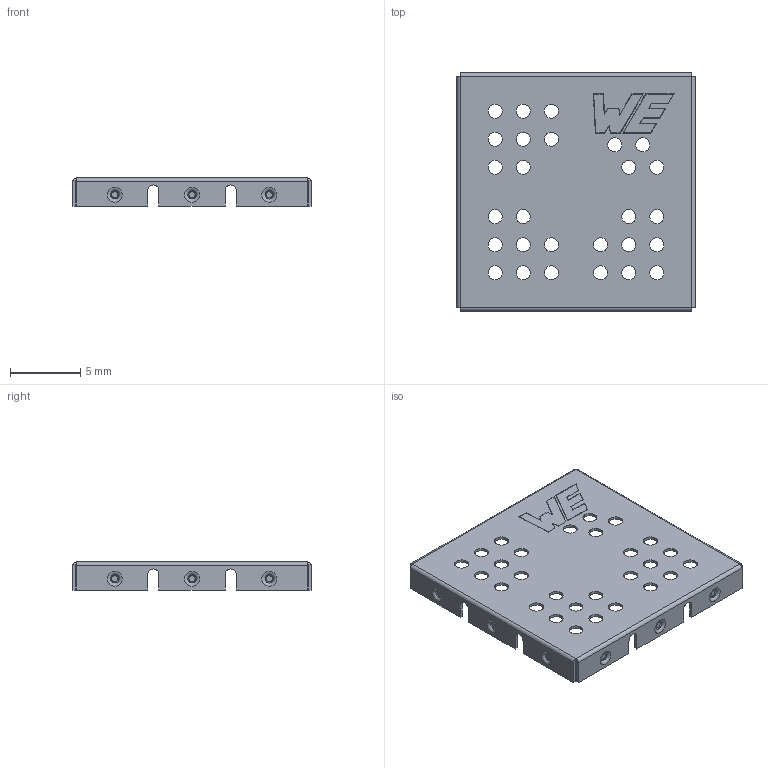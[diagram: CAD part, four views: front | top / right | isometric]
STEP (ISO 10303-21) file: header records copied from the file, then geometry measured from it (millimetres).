
FILE_DESCRIPTION(/* description */ ('Unknown'),/* implementation_level */ '2;1');
FILE_NAME(/* name */ '36003160S',/* time_stamp */ '2017-06-20T17:18:30+08:00',/* author */ ('Unknown'),/* organization */ ('Unknown'),/* preprocessor_version */ 'ST-DEVELOPER v16.7',/* originating_system */ 'DEX',/* authorisation */ $);
FILE_SCHEMA (('AUTOMOTIVE_DESIGN {1 0 10303 214 3 1 1}'));
Length unit declared in the file: millimetre
Products named in the file (1): 36003160S
Bounding box: 16.96 x 16.96 x 2 mm (x, y, z)
Volume: 74.7 mm3; surface area: 788.9 mm2
Topology: 1 solids, 1 shells, 206 faces, 552 edges, 376 vertices
Faces by surface type: plane 124, cylinder 44, torus 38
Full cylindrical faces by diameter (mm): 1 x28
Entity records: 5848 total; most frequent: DIRECTION 1008, CARTESIAN_POINT 969, ORIENTED_EDGE 876, EDGE_CURVE 438, AXIS2_PLACEMENT_3D 363, EDGE_LOOP 352, FACE_BOUND 352, VERTEX_POINT 324
